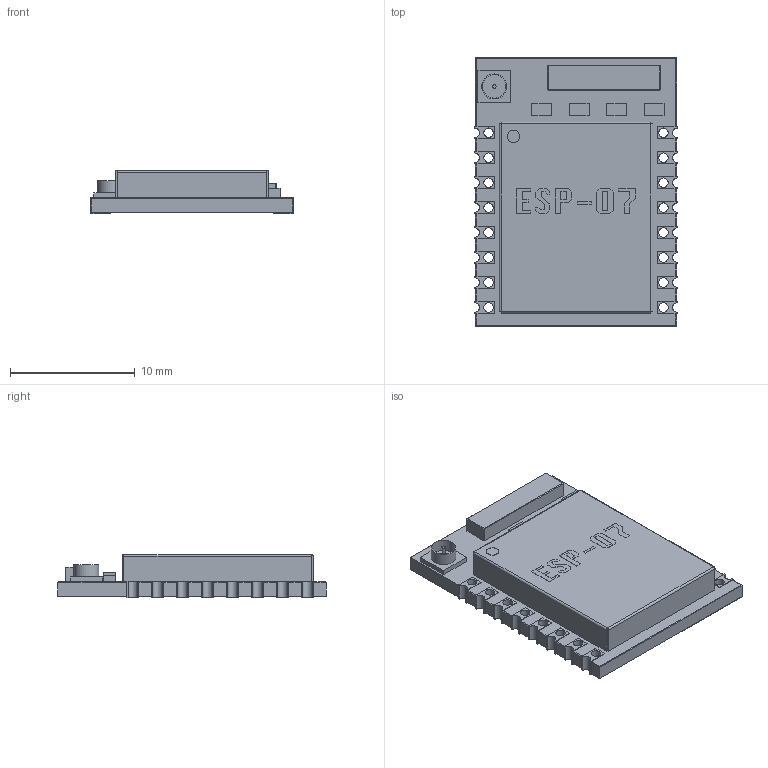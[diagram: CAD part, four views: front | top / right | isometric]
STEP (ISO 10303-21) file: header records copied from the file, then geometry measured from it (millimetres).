
FILE_DESCRIPTION(/* description */ ('model of Module_AI-Thinkerer-ESP07'),/* implementation_level */ '2;1');
FILE_NAME(/* name */ 'Module_AI-Thinkerer-ESP07.stp',/* time_stamp */ '2016-01-09T22:09:42',/* author */ ('Joan The Spark',''),/* organization */ (''),/* preprocessor_version */ '',/* originating_system */ '',/* authorisation */ '');
FILE_SCHEMA (('AUTOMOTIVE_DESIGN { 1 0 10303 214 3 1 1 }'));
Length unit declared in the file: millimetre
Products named in the file (1): Module_AI-Thinkerer-ESP07
Bounding box: 16.2 x 21.5 x 3.46 mm (x, y, z)
Volume: 847.5 mm3; surface area: 1002.5 mm2
Topology: 1 solids, 1 shells, 367 faces, 1010 edges, 664 vertices
Faces by surface type: plane 327, cylinder 40
Full cylindrical faces by diameter (mm): 0.3 x1, 0.75 x16, 1 x1, 1.88 x1, 2 x1
Entity records: 11821 total; most frequent: CARTESIAN_POINT 2022, ORIENTED_EDGE 1980, DIRECTION 1806, EDGE_CURVE 990, LINE 910, VECTOR 910, VERTEX_POINT 664, AXIS2_PLACEMENT_3D 448
